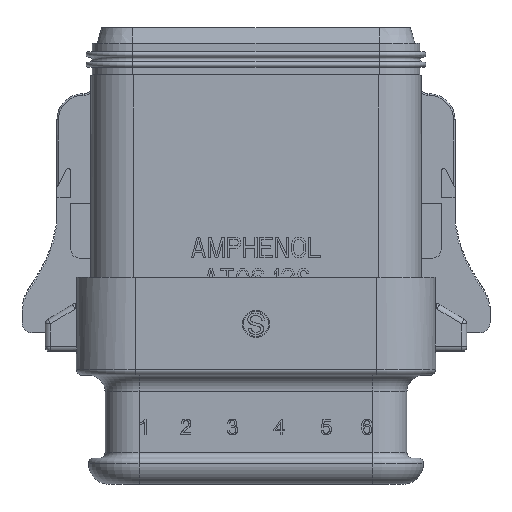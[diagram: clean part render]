
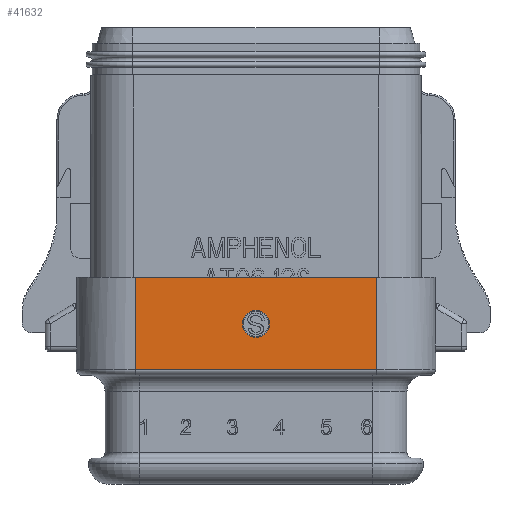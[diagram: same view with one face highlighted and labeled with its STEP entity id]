
A CAD part, top view. The second image highlights one B-rep face of the part: STEP entity #41632.
In plain terms, the highlighted planar face has unit normal (0, 0, 1).
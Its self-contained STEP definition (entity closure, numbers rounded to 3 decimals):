
#1151=DIRECTION('',(-1.,0.,0.));
#1152=VECTOR('',#1151,23.25);
#1153=CARTESIAN_POINT('',(11.625,7.65,10.525));
#1154=LINE('',#1153,#1152);
#10778=DIRECTION('',(0.,-1.,0.));
#10779=VECTOR('',#10778,8.9);
#10780=CARTESIAN_POINT('',(11.625,7.65,10.525));
#10781=LINE('',#10780,#10779);
#10782=DIRECTION('',(-1.,0.,0.));
#10783=VECTOR('',#10782,23.25);
#10784=CARTESIAN_POINT('',(11.625,-1.25,10.525));
#10785=LINE('',#10784,#10783);
#10786=CARTESIAN_POINT('',(0.,3.15,10.525));
#10787=DIRECTION('',(0.,0.,1.));
#10788=DIRECTION('',(-1.,0.,0.));
#10789=AXIS2_PLACEMENT_3D('',#10786,#10787,#10788);
#10791=CARTESIAN_POINT('',(0.,3.15,10.525));
#10792=DIRECTION('',(0.,0.,1.));
#10793=DIRECTION('',(1.,0.,0.));
#10794=AXIS2_PLACEMENT_3D('',#10791,#10792,#10793);
#10983=DIRECTION('',(0.,-1.,0.));
#10984=VECTOR('',#10983,8.9);
#10985=CARTESIAN_POINT('',(-11.625,7.65,10.525));
#10986=LINE('',#10985,#10984);
#26256=CARTESIAN_POINT('',(-11.625,-1.25,10.525));
#26257=VERTEX_POINT('',#26256);
#26260=CARTESIAN_POINT('',(11.625,-1.25,10.525));
#26261=VERTEX_POINT('',#26260);
#26350=CARTESIAN_POINT('',(11.625,7.65,10.525));
#26351=CARTESIAN_POINT('',(-11.625,7.65,10.525));
#26352=VERTEX_POINT('',#26350);
#26353=VERTEX_POINT('',#26351);
#27187=CARTESIAN_POINT('',(-1.3,3.15,10.525));
#27188=CARTESIAN_POINT('',(1.3,3.15,10.525));
#27189=VERTEX_POINT('',#27187);
#27190=VERTEX_POINT('',#27188);
#41614=CARTESIAN_POINT('',(17.275,4.75,10.525));
#41615=DIRECTION('',(0.,0.,1.));
#41616=DIRECTION('',(-1.,0.,0.));
#41617=AXIS2_PLACEMENT_3D('',#41614,#41615,#41616);
#41618=PLANE('',#41617);
#41620=ORIENTED_EDGE('',*,*,#41619,.F.);
#41621=ORIENTED_EDGE('',*,*,#29136,.F.);
#41622=ORIENTED_EDGE('',*,*,#41604,.T.);
#41623=ORIENTED_EDGE('',*,*,#40807,.T.);
#41624=EDGE_LOOP('',(#41620,#41621,#41622,#41623));
#41625=FACE_OUTER_BOUND('',#41624,.F.);
#41627=ORIENTED_EDGE('',*,*,#41626,.T.);
#41629=ORIENTED_EDGE('',*,*,#41628,.T.);
#41630=EDGE_LOOP('',(#41627,#41629));
#41631=FACE_BOUND('',#41630,.F.);
#41632=ADVANCED_FACE('',(#41625,#41631),#41618,.T.);
#10790=CIRCLE('',#10789,1.3);
#10795=CIRCLE('',#10794,1.3);
#29136=EDGE_CURVE('',#26352,#26353,#1154,.T.);
#40807=EDGE_CURVE('',#26261,#26257,#10785,.T.);
#41604=EDGE_CURVE('',#26352,#26261,#10781,.T.);
#41619=EDGE_CURVE('',#26353,#26257,#10986,.T.);
#41626=EDGE_CURVE('',#27189,#27190,#10790,.T.);
#41628=EDGE_CURVE('',#27190,#27189,#10795,.T.);
